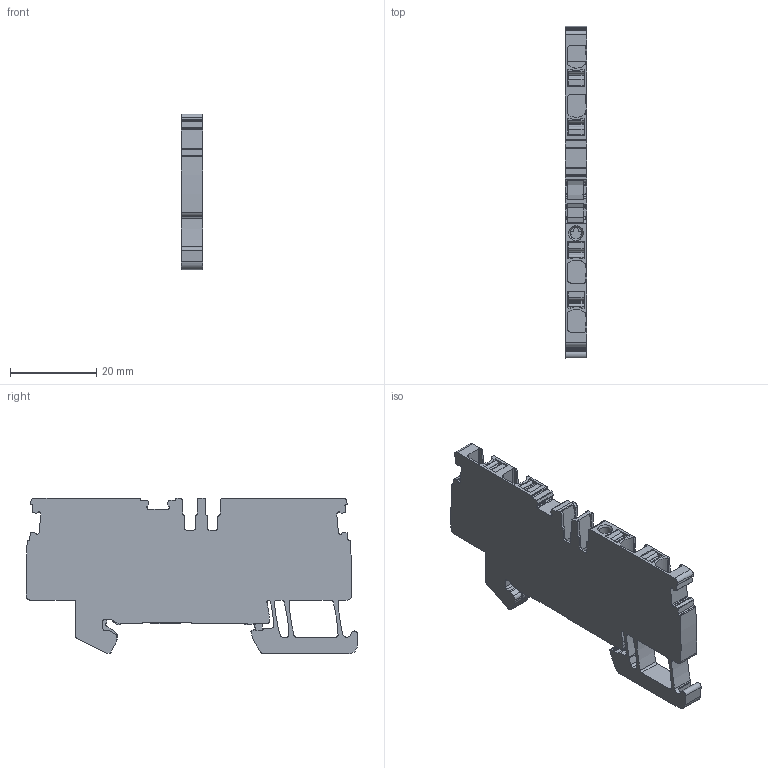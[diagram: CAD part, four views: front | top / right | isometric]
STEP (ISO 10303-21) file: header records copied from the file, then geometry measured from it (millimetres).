
FILE_DESCRIPTION(('CATIA V5 STEP Exchange','CAx-IF Rec.Pracs.--- Model Styling and Organization---1.5--- 2016-08-15','CAx-IF Rec.Pracs.---Supplemental Geometry---1.0---2011-11-01','CAx-IF Rec.Pracs.--- Composite Materials ---1.1---2010-07-15'),'2;1');
FILE_NAME ('1146665-1_2', '2024-05-28T10:16:38+00:00', ('none'), ('Weidmueller'), 'CATIA Version 5-6 Release 2022 SP4 HF5', 'CATIA V5 STEP AP214 v3', 'none');
FILE_SCHEMA(('AUTOMOTIVE_DESIGN { 1 0 10303 214 1 1 1 1 }'));
Length unit declared in the file: millimetre
Products named in the file (1): 2690470000_A4C_2-5_PE_WT
Bounding box: 5.1 x 77.03 x 36.15 mm (x, y, z)
Volume: 9739.5 mm3; surface area: 7018.4 mm2
Topology: 1 solids, 1 shells, 543 faces, 1730 edges, 1196 vertices
Faces by surface type: plane 258, cylinder 245, extrusion 38, cone 2
Entity records: 20105 total; most frequent: CARTESIAN_POINT 4828, ORIENTED_EDGE 3460, DIRECTION 2443, EDGE_CURVE 1730, VERTEX_POINT 1196, VECTOR 1168, LINE 1130, AXIS2_PLACEMENT_3D 867
